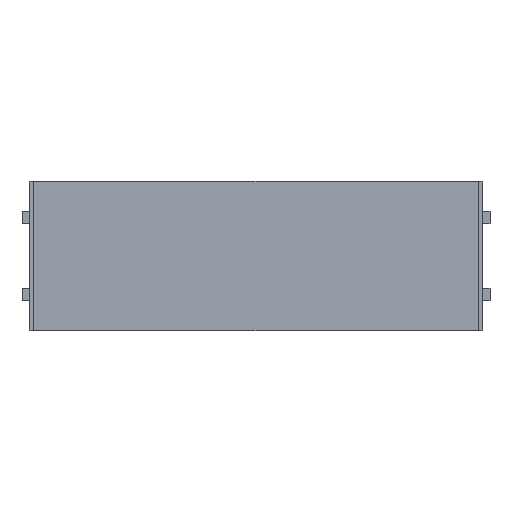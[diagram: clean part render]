
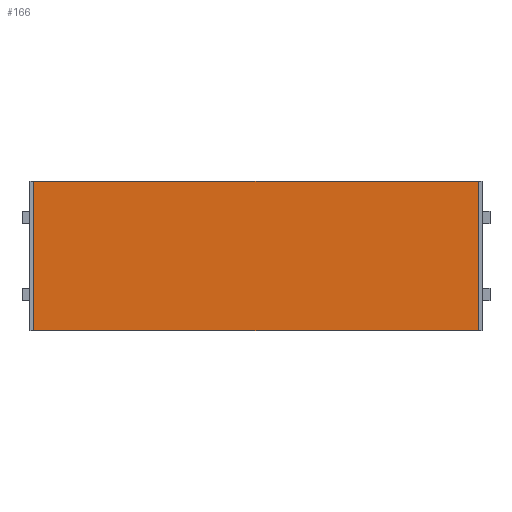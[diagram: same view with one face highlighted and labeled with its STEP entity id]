
A CAD part, top view. The second image highlights one B-rep face of the part: STEP entity #166.
In plain terms, the highlighted planar face has unit normal (0, 0, 1).
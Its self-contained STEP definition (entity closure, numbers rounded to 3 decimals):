
#15 = LINE ( 'NONE', #2600, #3074 ) ;
#166 = ADVANCED_FACE ( 'NONE', ( #1297 ), #2793, .F. ) ;
#443 = ORIENTED_EDGE ( 'NONE', *, *, #2244, .F. ) ;
#466 = DIRECTION ( 'NONE',  ( -1., 0., 0. ) ) ;
#733 = DIRECTION ( 'NONE',  ( 0., -1., 0. ) ) ;
#740 = EDGE_CURVE ( 'NONE', #2040, #4783, #4043, .T. ) ;
#949 = DIRECTION ( 'NONE',  ( 0., 1., 0. ) ) ;
#1106 = ORIENTED_EDGE ( 'NONE', *, *, #3158, .T. ) ;
#1123 = ORIENTED_EDGE ( 'NONE', *, *, #3264, .F. ) ;
#1297 = FACE_OUTER_BOUND ( 'NONE', #3425, .T. ) ;
#1324 = VECTOR ( 'NONE', #466, 1000. ) ;
#1686 = CARTESIAN_POINT ( 'NONE',  ( -86.5, -58., 3. ) ) ;
#1839 = DIRECTION ( 'NONE',  ( 0., -1., 0. ) ) ;
#2040 = VERTEX_POINT ( 'NONE', #3659 ) ;
#2098 = VECTOR ( 'NONE', #1839, 1000. ) ;
#2111 = AXIS2_PLACEMENT_3D ( 'NONE', #3187, #4594, #949 ) ;
#2145 = ORIENTED_EDGE ( 'NONE', *, *, #740, .T. ) ;
#2244 = EDGE_CURVE ( 'NONE', #2040, #4449, #15, .T. ) ;
#2600 = CARTESIAN_POINT ( 'NONE',  ( 86.5, 0., 3. ) ) ;
#2696 = CARTESIAN_POINT ( 'NONE',  ( 86.5, -58., 3. ) ) ;
#2793 = PLANE ( 'NONE',  #2111 ) ;
#2937 = DIRECTION ( 'NONE',  ( -1., 0., 0. ) ) ;
#2974 = LINE ( 'NONE', #3812, #2098 ) ;
#3074 = VECTOR ( 'NONE', #733, 1000. ) ;
#3158 = EDGE_CURVE ( 'NONE', #4783, #3270, #2974, .T. ) ;
#3187 = CARTESIAN_POINT ( 'NONE',  ( 86.5, 0., 3. ) ) ;
#3257 = LINE ( 'NONE', #3931, #1324 ) ;
#3264 = EDGE_CURVE ( 'NONE', #4449, #3270, #3257, .T. ) ;
#3270 = VERTEX_POINT ( 'NONE', #1686 ) ;
#3425 = EDGE_LOOP ( 'NONE', ( #1106, #1123, #443, #2145 ) ) ;
#3659 = CARTESIAN_POINT ( 'NONE',  ( 86.5, 0., 3. ) ) ;
#3682 = VECTOR ( 'NONE', #2937, 1000. ) ;
#3812 = CARTESIAN_POINT ( 'NONE',  ( -86.5, 0., 3. ) ) ;
#3931 = CARTESIAN_POINT ( 'NONE',  ( 86.5, -58., 3. ) ) ;
#4043 = LINE ( 'NONE', #4435, #3682 ) ;
#4435 = CARTESIAN_POINT ( 'NONE',  ( 86.5, 0., 3. ) ) ;
#4449 = VERTEX_POINT ( 'NONE', #2696 ) ;
#4594 = DIRECTION ( 'NONE',  ( 0., 0., -1. ) ) ;
#4595 = CARTESIAN_POINT ( 'NONE',  ( -86.5, 0., 3. ) ) ;
#4783 = VERTEX_POINT ( 'NONE', #4595 ) ;
